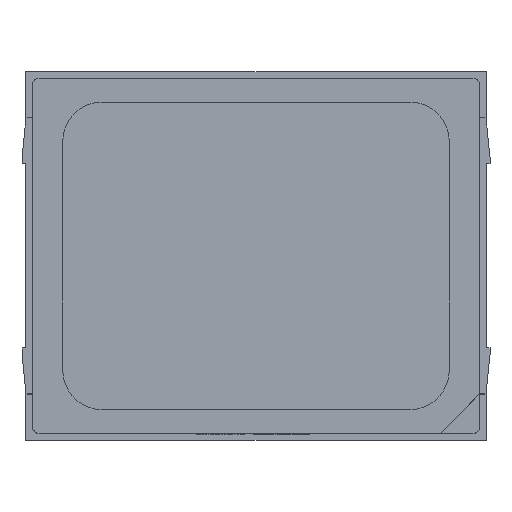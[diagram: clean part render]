
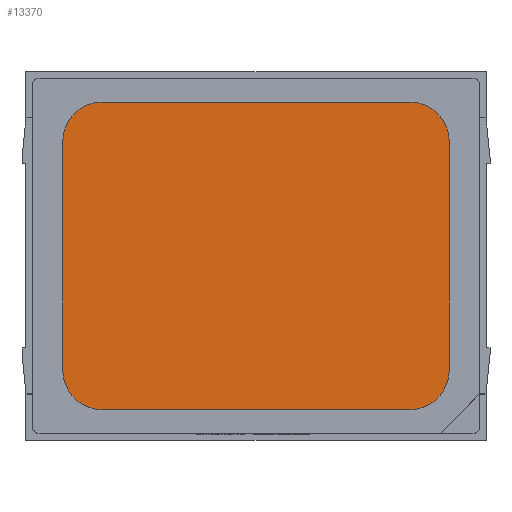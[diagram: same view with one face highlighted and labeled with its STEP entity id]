
A CAD part, top view. The second image highlights one B-rep face of the part: STEP entity #13370.
In plain terms, the highlighted planar face has unit normal (0, 0, 1).
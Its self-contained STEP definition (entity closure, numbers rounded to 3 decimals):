
#50 = CIRCLE ( 'NONE', #550, 0.3 ) ;
#124 = CARTESIAN_POINT ( 'NONE',  ( -1.17, 0.87, 0.7 ) ) ;
#225 = CARTESIAN_POINT ( 'NONE',  ( 1.17, -1.17, 0.7 ) ) ;
#226 = DIRECTION ( 'NONE',  ( 0., 1., 0. ) ) ;
#550 = AXIS2_PLACEMENT_3D ( 'NONE', #13112, #13276, #8474 ) ;
#566 = CARTESIAN_POINT ( 'NONE',  ( -1.47, 0.87, 0.7 ) ) ;
#668 = AXIS2_PLACEMENT_3D ( 'NONE', #1823, #12481, #8907 ) ;
#690 = VECTOR ( 'NONE', #11068, 1000. ) ;
#939 = DIRECTION ( 'NONE',  ( 1., 0., 0. ) ) ;
#1061 = CARTESIAN_POINT ( 'NONE',  ( -1.47, -0.87, 0.7 ) ) ;
#1742 = CARTESIAN_POINT ( 'NONE',  ( 1.47, 0.87, 0.7 ) ) ;
#1823 = CARTESIAN_POINT ( 'NONE',  ( 1.17, -0.87, 0.7 ) ) ;
#1924 = CARTESIAN_POINT ( 'NONE',  ( -1.17, -0.87, 0.7 ) ) ;
#1945 = EDGE_CURVE ( 'NONE', #4682, #10933, #7238, .T. ) ;
#2020 = DIRECTION ( 'NONE',  ( 0., -1., 0. ) ) ;
#2194 = CARTESIAN_POINT ( 'NONE',  ( -1.47, 0.87, 0.7 ) ) ;
#2242 = CARTESIAN_POINT ( 'NONE',  ( 0., 0., 0.7 ) ) ;
#2375 = ORIENTED_EDGE ( 'NONE', *, *, #10845, .T. ) ;
#2682 = CARTESIAN_POINT ( 'NONE',  ( -1.17, -1.17, 0.7 ) ) ;
#2721 = EDGE_CURVE ( 'NONE', #3897, #14865, #15228, .T. ) ;
#2889 = LINE ( 'NONE', #566, #8477 ) ;
#3011 = DIRECTION ( 'NONE',  ( 0., 0., 1. ) ) ;
#3323 = CIRCLE ( 'NONE', #11958, 0.3 ) ;
#3399 = AXIS2_PLACEMENT_3D ( 'NONE', #2242, #3556, #939 ) ;
#3556 = DIRECTION ( 'NONE',  ( 0., 0., 1. ) ) ;
#3897 = VERTEX_POINT ( 'NONE', #1061 ) ;
#4142 = AXIS2_PLACEMENT_3D ( 'NONE', #1924, #3011, #6482 ) ;
#4511 = ORIENTED_EDGE ( 'NONE', *, *, #14617, .T. ) ;
#4566 = PLANE ( 'NONE',  #3399 ) ;
#4584 = LINE ( 'NONE', #5511, #6680 ) ;
#4610 = EDGE_CURVE ( 'NONE', #14865, #6554, #6183, .T. ) ;
#4682 = VERTEX_POINT ( 'NONE', #14824 ) ;
#5332 = EDGE_CURVE ( 'NONE', #7234, #3897, #2889, .T. ) ;
#5511 = CARTESIAN_POINT ( 'NONE',  ( -1.17, 1.17, 0.7 ) ) ;
#5590 = DIRECTION ( 'NONE',  ( -1., 0., 0. ) ) ;
#5821 = ORIENTED_EDGE ( 'NONE', *, *, #4610, .T. ) ;
#5839 = CIRCLE ( 'NONE', #668, 0.3 ) ;
#6183 = LINE ( 'NONE', #7563, #690 ) ;
#6482 = DIRECTION ( 'NONE',  ( 1., 0., 0. ) ) ;
#6554 = VERTEX_POINT ( 'NONE', #225 ) ;
#6680 = VECTOR ( 'NONE', #5590, 1000. ) ;
#6795 = FACE_OUTER_BOUND ( 'NONE', #13366, .T. ) ;
#7234 = VERTEX_POINT ( 'NONE', #2194 ) ;
#7238 = LINE ( 'NONE', #10815, #10925 ) ;
#7563 = CARTESIAN_POINT ( 'NONE',  ( -1.17, -1.17, 0.7 ) ) ;
#8474 = DIRECTION ( 'NONE',  ( 1., 0., 0. ) ) ;
#8477 = VECTOR ( 'NONE', #2020, 1000. ) ;
#8907 = DIRECTION ( 'NONE',  ( 1., 0., 0. ) ) ;
#9019 = EDGE_CURVE ( 'NONE', #6554, #4682, #5839, .T. ) ;
#10499 = VERTEX_POINT ( 'NONE', #13699 ) ;
#10815 = CARTESIAN_POINT ( 'NONE',  ( 1.47, 0.87, 0.7 ) ) ;
#10845 = EDGE_CURVE ( 'NONE', #10499, #7234, #3323, .T. ) ;
#10925 = VECTOR ( 'NONE', #226, 1000. ) ;
#10933 = VERTEX_POINT ( 'NONE', #1742 ) ;
#11068 = DIRECTION ( 'NONE',  ( 1., 0., 0. ) ) ;
#11448 = ORIENTED_EDGE ( 'NONE', *, *, #5332, .T. ) ;
#11958 = AXIS2_PLACEMENT_3D ( 'NONE', #124, #13174, #13339 ) ;
#12362 = ORIENTED_EDGE ( 'NONE', *, *, #15098, .T. ) ;
#12375 = ORIENTED_EDGE ( 'NONE', *, *, #2721, .T. ) ;
#12481 = DIRECTION ( 'NONE',  ( 0., 0., 1. ) ) ;
#13104 = VERTEX_POINT ( 'NONE', #13851 ) ;
#13112 = CARTESIAN_POINT ( 'NONE',  ( 1.17, 0.87, 0.7 ) ) ;
#13174 = DIRECTION ( 'NONE',  ( 0., 0., 1. ) ) ;
#13276 = DIRECTION ( 'NONE',  ( 0., 0., 1. ) ) ;
#13339 = DIRECTION ( 'NONE',  ( 1., 0., 0. ) ) ;
#13366 = EDGE_LOOP ( 'NONE', ( #11448, #12375, #5821, #13965, #14690, #4511, #12362, #2375 ) ) ;
#13370 = ADVANCED_FACE ( 'NONE', ( #6795 ), #4566, .T. ) ;
#13699 = CARTESIAN_POINT ( 'NONE',  ( -1.17, 1.17, 0.7 ) ) ;
#13851 = CARTESIAN_POINT ( 'NONE',  ( 1.17, 1.17, 0.7 ) ) ;
#13965 = ORIENTED_EDGE ( 'NONE', *, *, #9019, .T. ) ;
#14617 = EDGE_CURVE ( 'NONE', #10933, #13104, #50, .T. ) ;
#14690 = ORIENTED_EDGE ( 'NONE', *, *, #1945, .T. ) ;
#14824 = CARTESIAN_POINT ( 'NONE',  ( 1.47, -0.87, 0.7 ) ) ;
#14865 = VERTEX_POINT ( 'NONE', #2682 ) ;
#15098 = EDGE_CURVE ( 'NONE', #13104, #10499, #4584, .T. ) ;
#15228 = CIRCLE ( 'NONE', #4142, 0.3 ) ;
